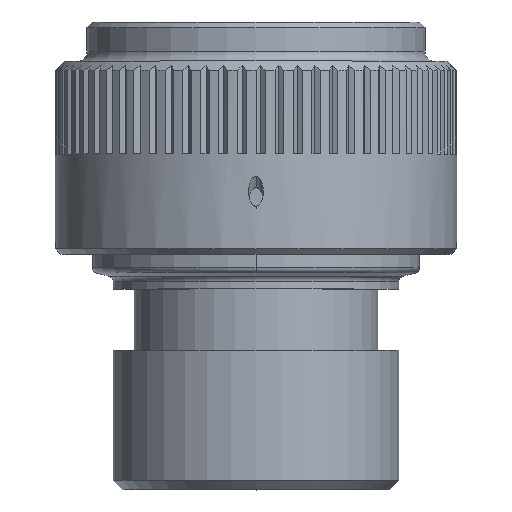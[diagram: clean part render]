
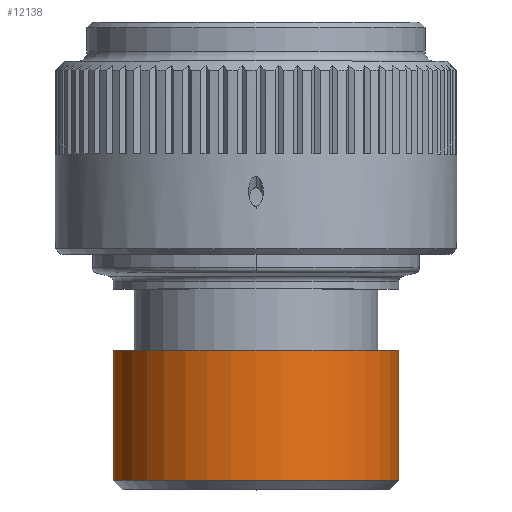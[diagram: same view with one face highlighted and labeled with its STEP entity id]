
A CAD part, top view. The second image highlights one B-rep face of the part: STEP entity #12138.
In plain terms, the highlighted cylindrical face has radius 7.685 mm (diameter 15.37 mm), a partial arc.
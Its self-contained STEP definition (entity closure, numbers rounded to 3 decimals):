
#4383=CARTESIAN_POINT('',(0.,-4.51,0.));
#4384=DIRECTION('',(0.,1.,0.));
#4385=DIRECTION('',(-1.,0.,0.));
#4386=AXIS2_PLACEMENT_3D('',#4383,#4384,#4385);
#4388=DIRECTION('',(0.,1.,0.));
#4389=VECTOR('',#4388,7.);
#4390=CARTESIAN_POINT('',(-7.685,-4.51,
0.));
#4391=LINE('',#4390,#4389);
#4392=CARTESIAN_POINT('',(0.,2.49,0.));
#4393=DIRECTION('',(0.,1.,0.));
#4394=DIRECTION('',(-1.,0.,0.));
#4395=AXIS2_PLACEMENT_3D('',#4392,#4393,#4394);
#4397=DIRECTION('',(0.,1.,0.));
#4398=VECTOR('',#4397,7.);
#4399=CARTESIAN_POINT('',(7.685,-4.51,
0.));
#4400=LINE('',#4399,#4398);
#5610=CARTESIAN_POINT('',(-7.685,-4.51,0.));
#5611=CARTESIAN_POINT('',(7.685,-4.51,0.));
#5612=VERTEX_POINT('',#5610);
#5613=VERTEX_POINT('',#5611);
#5806=CARTESIAN_POINT('',(7.685,2.49,0.));
#5807=CARTESIAN_POINT('',(-7.685,2.49,0.));
#5808=VERTEX_POINT('',#5806);
#5809=VERTEX_POINT('',#5807);
#12126=CARTESIAN_POINT('',(0.,-49.245,0.));
#12127=DIRECTION('',(0.,1.,0.));
#12128=DIRECTION('',(1.,0.,0.));
#12129=AXIS2_PLACEMENT_3D('',#12126,#12127,#12128);
#12130=CYLINDRICAL_SURFACE('',#12129,7.685);
#12131=ORIENTED_EDGE('',*,*,#12117,.F.);
#12132=ORIENTED_EDGE('',*,*,#12077,.T.);
#12134=ORIENTED_EDGE('',*,*,#12133,.T.);
#12135=ORIENTED_EDGE('',*,*,#12073,.F.);
#12136=EDGE_LOOP('',(#12131,#12132,#12134,#12135));
#12137=FACE_OUTER_BOUND('',#12136,.F.);
#12138=ADVANCED_FACE('',(#12137),#12130,.T.);
#4387=CIRCLE('',#4386,7.685);
#4396=CIRCLE('',#4395,7.685);
#12073=EDGE_CURVE('',#5613,#5808,#4400,.T.);
#12077=EDGE_CURVE('',#5612,#5809,#4391,.T.);
#12117=EDGE_CURVE('',#5612,#5613,#4387,.T.);
#12133=EDGE_CURVE('',#5809,#5808,#4396,.T.);
